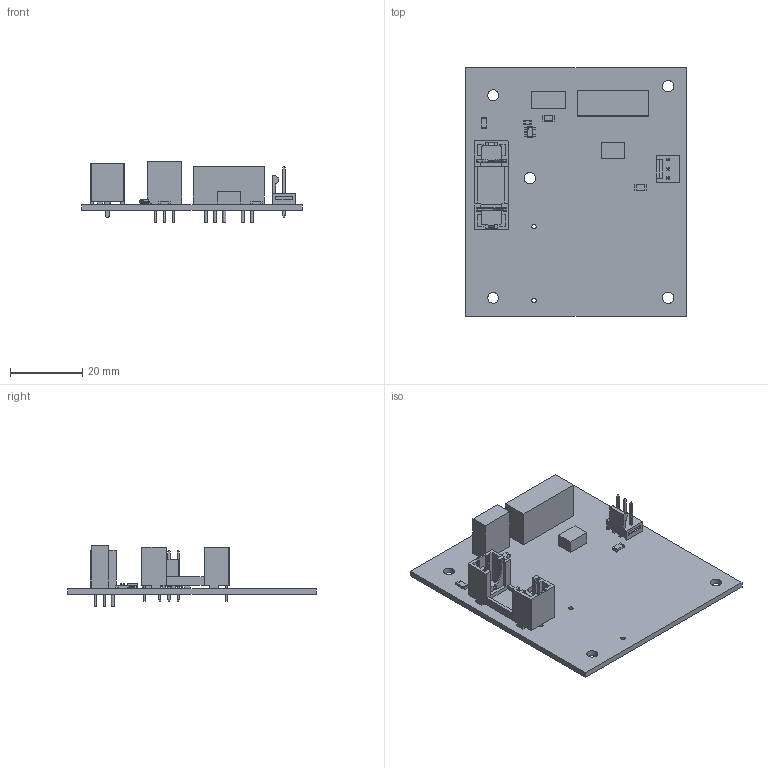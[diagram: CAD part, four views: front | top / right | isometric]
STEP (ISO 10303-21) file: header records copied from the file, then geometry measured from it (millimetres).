
FILE_DESCRIPTION(('KiCad electronic assembly'),'2;1');
FILE_NAME('TSAL_Voltage_Sensor.step','2023-01-30T14:03:05',('Pcbnew'),( 'Kicad'),'Open CASCADE STEP processor 7.6','KiCad to STEP converter' ,'Unknown');
FILE_SCHEMA(('AUTOMOTIVE_DESIGN { 1 0 10303 214 1 1 1 1 }'));
Length unit declared in the file: millimetre
Products named in the file (18): TSAL_Voltage_Sensor 1; 3296Y-1-223LF; COMPOUND; CPC1394GR; TS391ILT; RK73H2BLTDD2152F; 22-11-2032; 0PTF0078P; 0805Y1000104JXT; PDM2-S5-S5-S; TSAL_Voltage_Sensor PCB
Assembly tree (19 placements, depth 3):
  TSAL_Voltage_Sensor 1
    3296Y-1-223LF
      COMPOUND
    CPC1394GR
      COMPOUND
    TS391ILT
      COMPOUND
    RK73H2BLTDD2152F  x3
      COMPOUND
    22-11-2032
      COMPOUND
    0PTF0078P
      COMPOUND
    0805Y1000104JXT
      COMPOUND
    PDM2-S5-S5-S
      COMPOUND
    TSAL_Voltage_Sensor PCB
Bounding box: 60.96 x 68.58 x 16.9 mm (x, y, z)
Volume: 9679.6 mm3; surface area: 12817.5 mm2
Topology: 34 solids, 34 shells, 568 faces, 1411 edges, 918 vertices
Faces by surface type: bspline 542, cylinder 20, plane 6
Full cylindrical faces by diameter (mm): 0.71 x3, 1.07 x3, 1.1 x5, 1.2 x2, 1.5 x2, 3 x2, 3.2 x3
Entity records: 30602 total; most frequent: CARTESIAN_POINT 12496, B_SPLINE_CURVE_WITH_KNOTS 3263, ORIENTED_EDGE 2650, PCURVE 2650, DEFINITIONAL_REPRESENTATION 2650, EDGE_CURVE 1325, SURFACE_CURVE 1296, VERTEX_POINT 858
